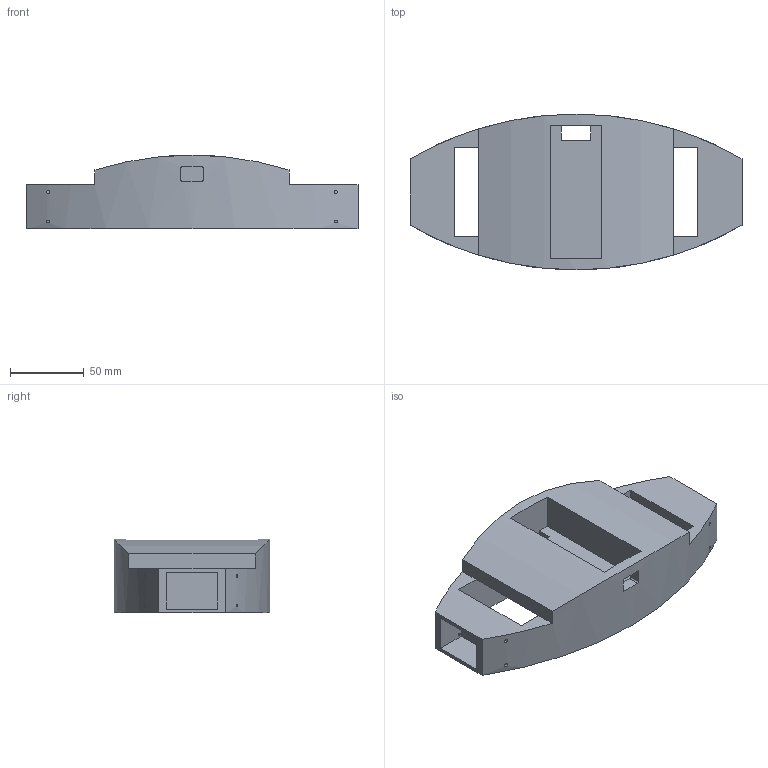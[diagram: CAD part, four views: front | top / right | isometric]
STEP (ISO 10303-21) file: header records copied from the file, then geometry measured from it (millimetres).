
FILE_DESCRIPTION(/* description */ (''),/* implementation_level */ '2;1');
FILE_NAME(/* name */ 'base.step',/* time_stamp */ '2020-12-21T16:59:20+08:00',/* author */ ('kuangkuang2003'),/* organization */ (''),/* preprocessor_version */ 'ST-DEVELOPER v18',/* originating_system */ 'Autodesk Translation Framework v8.2.0.1029',/* authorisation */ '');
FILE_SCHEMA (('AUTOMOTIVE_DESIGN { 1 0 10303 214 3 1 1 }'));
Length unit declared in the file: millimetre
Products named in the file (1): 双足打印
Bounding box: 225.16 x 105.62 x 50 mm (x, y, z)
Volume: 406114.4 mm3; surface area: 88831.4 mm2
Topology: 1 solids, 1 shells, 58 faces, 166 edges, 110 vertices
Faces by surface type: plane 43, cylinder 15
Full cylindrical faces by diameter (mm): 2 x8
Entity records: 2261 total; most frequent: CARTESIAN_POINT 671, ORIENTED_EDGE 332, DIRECTION 290, EDGE_CURVE 166, LINE 128, VECTOR 128, VERTEX_POINT 110, EDGE_LOOP 82
